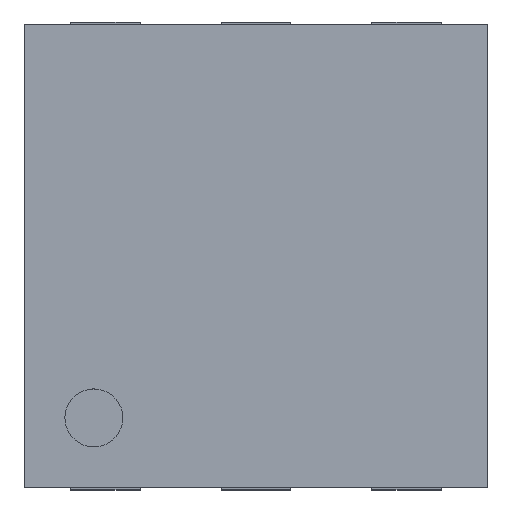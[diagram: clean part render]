
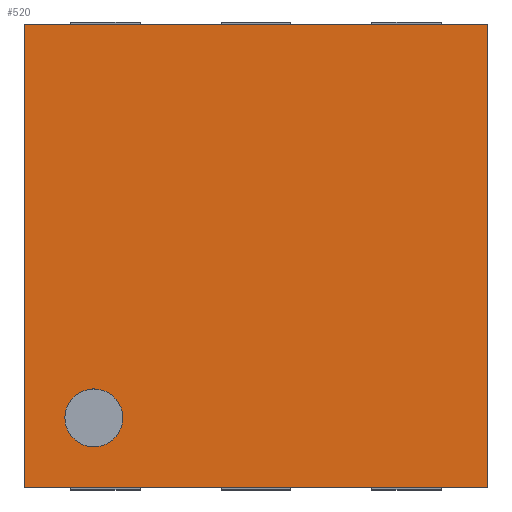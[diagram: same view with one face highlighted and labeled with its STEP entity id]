
A CAD part, top view. The second image highlights one B-rep face of the part: STEP entity #520.
In plain terms, the highlighted planar face has unit normal (0, 0, 1).
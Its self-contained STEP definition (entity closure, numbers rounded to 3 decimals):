
#17 = VERTEX_POINT ( 'NONE', #1687 ) ;
#113 = CIRCLE ( 'NONE', #511, 0.124 ) ;
#137 = ORIENTED_EDGE ( 'NONE', *, *, #547, .T. ) ;
#148 = VERTEX_POINT ( 'NONE', #587 ) ;
#164 = ORIENTED_EDGE ( 'NONE', *, *, #232, .F. ) ;
#230 = CARTESIAN_POINT ( 'NONE',  ( -0.99, -0.965, 0.802 ) ) ;
#232 = EDGE_CURVE ( 'NONE', #1522, #148, #1431, .T. ) ;
#307 = DIRECTION ( 'NONE',  ( 0., 1., 0. ) ) ;
#310 = CARTESIAN_POINT ( 'NONE',  ( 0.99, 1.015, 0.802 ) ) ;
#356 = LINE ( 'NONE', #230, #858 ) ;
#357 = VECTOR ( 'NONE', #966, 1000. ) ;
#477 = EDGE_CURVE ( 'NONE', #148, #1522, #113, .T. ) ;
#511 = AXIS2_PLACEMENT_3D ( 'NONE', #1563, #1674, #307 ) ;
#516 = DIRECTION ( 'NONE',  ( 0., -1., 0. ) ) ;
#520 = ADVANCED_FACE ( 'NONE', ( #1535, #886 ), #1162, .F. ) ;
#547 = EDGE_CURVE ( 'NONE', #17, #946, #642, .T. ) ;
#575 = CARTESIAN_POINT ( 'NONE',  ( -0.99, -0.965, 0.802 ) ) ;
#587 = CARTESIAN_POINT ( 'NONE',  ( -0.693, -0.792, 0.802 ) ) ;
#626 = LINE ( 'NONE', #776, #718 ) ;
#633 = DIRECTION ( 'NONE',  ( 0., 0., -1. ) ) ;
#642 = LINE ( 'NONE', #1190, #1518 ) ;
#674 = EDGE_CURVE ( 'NONE', #946, #894, #939, .T. ) ;
#718 = VECTOR ( 'NONE', #1174, 1000. ) ;
#738 = CARTESIAN_POINT ( 'NONE',  ( -0.693, -0.668, 0.802 ) ) ;
#776 = CARTESIAN_POINT ( 'NONE',  ( 0.99, -0.965, 0.802 ) ) ;
#803 = VERTEX_POINT ( 'NONE', #575 ) ;
#858 = VECTOR ( 'NONE', #911, 1000. ) ;
#875 = DIRECTION ( 'NONE',  ( 0., 1., 0. ) ) ;
#886 = FACE_OUTER_BOUND ( 'NONE', #1402, .T. ) ;
#894 = VERTEX_POINT ( 'NONE', #1477 ) ;
#908 = CARTESIAN_POINT ( 'NONE',  ( 0., 0.025, 0.802 ) ) ;
#911 = DIRECTION ( 'NONE',  ( 0., -1., 0. ) ) ;
#938 = ORIENTED_EDGE ( 'NONE', *, *, #1262, .T. ) ;
#939 = LINE ( 'NONE', #1493, #357 ) ;
#946 = VERTEX_POINT ( 'NONE', #310 ) ;
#966 = DIRECTION ( 'NONE',  ( -1., 0., 0. ) ) ;
#988 = DIRECTION ( 'NONE',  ( 0., 0., 1. ) ) ;
#1050 = DIRECTION ( 'NONE',  ( 0., 1., 0. ) ) ;
#1066 = ORIENTED_EDGE ( 'NONE', *, *, #1238, .T. ) ;
#1162 = PLANE ( 'NONE',  #1296 ) ;
#1174 = DIRECTION ( 'NONE',  ( 1., 0., 0. ) ) ;
#1190 = CARTESIAN_POINT ( 'NONE',  ( 0.99, -0.965, 0.802 ) ) ;
#1238 = EDGE_CURVE ( 'NONE', #803, #17, #626, .T. ) ;
#1262 = EDGE_CURVE ( 'NONE', #894, #803, #356, .T. ) ;
#1289 = AXIS2_PLACEMENT_3D ( 'NONE', #738, #988, #875 ) ;
#1296 = AXIS2_PLACEMENT_3D ( 'NONE', #908, #633, #516 ) ;
#1348 = CARTESIAN_POINT ( 'NONE',  ( -0.693, -0.544, 0.802 ) ) ;
#1402 = EDGE_LOOP ( 'NONE', ( #1628, #938, #1066, #137 ) ) ;
#1431 = CIRCLE ( 'NONE', #1289, 0.124 ) ;
#1433 = ORIENTED_EDGE ( 'NONE', *, *, #477, .F. ) ;
#1477 = CARTESIAN_POINT ( 'NONE',  ( -0.99, 1.015, 0.802 ) ) ;
#1493 = CARTESIAN_POINT ( 'NONE',  ( 0.99, 1.015, 0.802 ) ) ;
#1518 = VECTOR ( 'NONE', #1050, 1000. ) ;
#1522 = VERTEX_POINT ( 'NONE', #1348 ) ;
#1535 = FACE_BOUND ( 'NONE', #1539, .T. ) ;
#1539 = EDGE_LOOP ( 'NONE', ( #164, #1433 ) ) ;
#1563 = CARTESIAN_POINT ( 'NONE',  ( -0.693, -0.668, 0.802 ) ) ;
#1628 = ORIENTED_EDGE ( 'NONE', *, *, #674, .T. ) ;
#1674 = DIRECTION ( 'NONE',  ( 0., 0., 1. ) ) ;
#1687 = CARTESIAN_POINT ( 'NONE',  ( 0.99, -0.965, 0.802 ) ) ;
